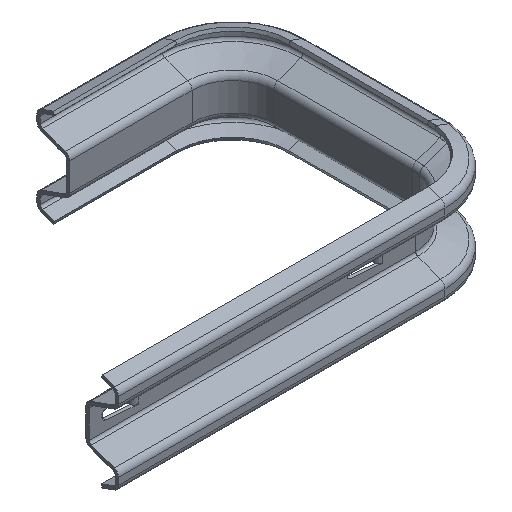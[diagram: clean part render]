
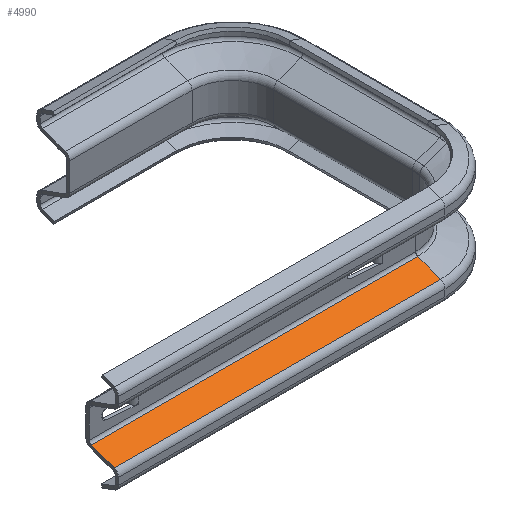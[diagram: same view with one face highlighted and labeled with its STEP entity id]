
A CAD part, isometric view. The second image highlights one B-rep face of the part: STEP entity #4990.
In plain terms, the highlighted planar face has unit normal (0, -0.342, 0.94).
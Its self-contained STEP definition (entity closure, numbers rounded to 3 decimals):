
#44 = VERTEX_POINT ( 'NONE', #1211 ) ;
#302 = CARTESIAN_POINT ( 'NONE',  ( 0., -17.368, -15.594 ) ) ;
#323 = LINE ( 'NONE', #6095, #5795 ) ;
#742 = ORIENTED_EDGE ( 'NONE', *, *, #4258, .T. ) ;
#1211 = CARTESIAN_POINT ( 'NONE',  ( 200., -3.316, -10.479 ) ) ;
#1287 = EDGE_CURVE ( 'NONE', #44, #3301, #323, .T. ) ;
#1369 = CARTESIAN_POINT ( 'NONE',  ( 0., -2., -10. ) ) ;
#1832 = DIRECTION ( 'NONE',  ( 0., -0.94, -0.342 ) ) ;
#1923 = CARTESIAN_POINT ( 'NONE',  ( 0., -17.368, -15.594 ) ) ;
#2031 = FACE_OUTER_BOUND ( 'NONE', #6128, .T. ) ;
#2108 = PLANE ( 'NONE',  #3949 ) ;
#2496 = VECTOR ( 'NONE', #4791, 1000. ) ;
#2850 = DIRECTION ( 'NONE',  ( 0., -0.94, -0.342 ) ) ;
#3169 = VERTEX_POINT ( 'NONE', #6582 ) ;
#3301 = VERTEX_POINT ( 'NONE', #4776 ) ;
#3457 = ORIENTED_EDGE ( 'NONE', *, *, #3893, .F. ) ;
#3846 = VECTOR ( 'NONE', #5322, 1000. ) ;
#3893 = EDGE_CURVE ( 'NONE', #3169, #44, #4413, .T. ) ;
#3948 = VERTEX_POINT ( 'NONE', #1923 ) ;
#3949 = AXIS2_PLACEMENT_3D ( 'NONE', #1369, #7097, #2850 ) ;
#4063 = VECTOR ( 'NONE', #7328, 1000. ) ;
#4193 = EDGE_CURVE ( 'NONE', #3169, #3948, #8065, .T. ) ;
#4258 = EDGE_CURVE ( 'NONE', #3948, #3301, #5291, .T. ) ;
#4413 = LINE ( 'NONE', #8309, #2496 ) ;
#4523 = CARTESIAN_POINT ( 'NONE',  ( 0., -2., -10. ) ) ;
#4776 = CARTESIAN_POINT ( 'NONE',  ( 200., -17.368, -15.594 ) ) ;
#4791 = DIRECTION ( 'NONE',  ( 1., 0., 0. ) ) ;
#4990 = ADVANCED_FACE ( 'NONE', ( #2031 ), #2108, .T. ) ;
#5254 = ORIENTED_EDGE ( 'NONE', *, *, #4193, .T. ) ;
#5291 = LINE ( 'NONE', #302, #3846 ) ;
#5322 = DIRECTION ( 'NONE',  ( 1., 0., 0. ) ) ;
#5795 = VECTOR ( 'NONE', #1832, 1000. ) ;
#6095 = CARTESIAN_POINT ( 'NONE',  ( 200., -2., -10. ) ) ;
#6128 = EDGE_LOOP ( 'NONE', ( #742, #8401, #3457, #5254 ) ) ;
#6582 = CARTESIAN_POINT ( 'NONE',  ( 0., -3.316, -10.479 ) ) ;
#7097 = DIRECTION ( 'NONE',  ( 0., -0.342, 0.94 ) ) ;
#7328 = DIRECTION ( 'NONE',  ( 0., -0.94, -0.342 ) ) ;
#8065 = LINE ( 'NONE', #4523, #4063 ) ;
#8309 = CARTESIAN_POINT ( 'NONE',  ( 0., -3.316, -10.479 ) ) ;
#8401 = ORIENTED_EDGE ( 'NONE', *, *, #1287, .F. ) ;
